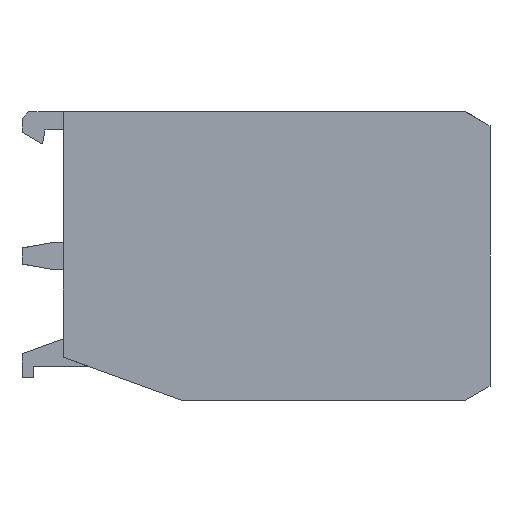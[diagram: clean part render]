
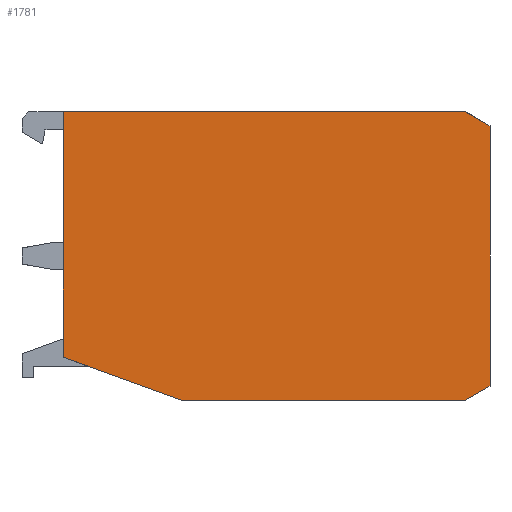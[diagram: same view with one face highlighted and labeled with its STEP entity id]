
A CAD part, front view. The second image highlights one B-rep face of the part: STEP entity #1781.
In plain terms, the highlighted planar face has unit normal (0, -1, 0).
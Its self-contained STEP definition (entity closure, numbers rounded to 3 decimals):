
#1561=CARTESIAN_POINT('POINT130680',(0.,-5.
   ,15.999));
#1562=VERTEX_POINT('VERTEX130680',#1561);
#1569=CARTESIAN_POINT('POINT130681',(44.429,-5.
   ,15.999));
#1570=VERTEX_POINT('VERTEX130681',#1569);
#1571=CARTESIAN_POINT('POS229525',(23.6,-5.,15.999
   ));
#1572=DIRECTION('DIR300108',(1.,0.,
   0.));
#1573=VECTOR('VEC158942',#1572,25.4);
#1574=LINE('STRAIGHT158942',#1571,#1573);
#1575=EDGE_CURVE('EDGE196199',#1562,#1570,#1574,.T.);
#1628=CARTESIAN_POINT('POINT130682',(0.,
   -5.,-11.2));
#1629=VERTEX_POINT('VERTEX130682',#1628);
#1636=CARTESIAN_POINT('POS229528',(0.,-5.,
   0.));
#1637=DIRECTION('DIR300112',(0.,0.
   ,1.));
#1638=VECTOR('VEC158944',#1637,25.4);
#1639=LINE('STRAIGHT158944',#1636,#1638);
#1640=EDGE_CURVE('EDGE196202',#1629,#1562,#1639,.T.);
#1671=CARTESIAN_POINT('POINT130685',(13.187,-5.
   ,-15.999));
#1672=VERTEX_POINT('VERTEX130685',#1671);
#1679=CARTESIAN_POINT('POS229533',(12.379,-5.,
   -15.705));
#1680=DIRECTION('DIR300118',(0.94,
   0.,-0.342));
#1681=VECTOR('VEC158948',#1680,25.4);
#1682=LINE('STRAIGHT158948',#1679,#1681);
#1683=EDGE_CURVE('EDGE196207',#1629,#1672,#1682,.T.);
#1705=CARTESIAN_POINT('POINT130687',(44.429,-5.
   ,-15.999));
#1706=VERTEX_POINT('VERTEX130687',#1705);
#1713=CARTESIAN_POINT('POS229537',(23.6,-5.,
   -15.999));
#1714=DIRECTION('DIR300123',(1.,0.,
   0.));
#1715=VECTOR('VEC158951',#1714,25.4);
#1716=LINE('STRAIGHT158951',#1713,#1715);
#1717=EDGE_CURVE('EDGE196210',#1672,#1706,#1716,.T.);
#1748=ORIENTED_EDGE('COEDGE392409',*,*,#1683,.T.);
#1749=ORIENTED_EDGE('COEDGE392410',*,*,#1717,.T.);
#1750=CARTESIAN_POINT('POINT130690',(47.2,-5.,
   -14.4));
#1751=VERTEX_POINT('VERTEX130690',#1750);
#1752=CARTESIAN_POINT('POS229541',(38.004,-5.,
   -19.709));
#1753=DIRECTION('DIR300130',(0.866,0.
   ,0.5));
#1754=VECTOR('VEC158952',#1753,25.4);
#1755=LINE('STRAIGHT158952',#1752,#1754);
#1756=EDGE_CURVE('EDGE196213',#1706,#1751,#1755,.T.);
#1757=ORIENTED_EDGE('COEDGE392411',*,*,#1756,.T.);
#1758=CARTESIAN_POINT('POINT130691',(47.2,-5.,
   14.4));
#1759=VERTEX_POINT('VERTEX130691',#1758);
#1760=CARTESIAN_POINT('POS229542',(47.2,-5.,
   0.));
#1761=DIRECTION('DIR300131',(0.,
   0.,-1.));
#1762=VECTOR('VEC158953',#1761,25.4);
#1763=LINE('STRAIGHT158953',#1760,#1762);
#1764=EDGE_CURVE('EDGE196214',#1759,#1751,#1763,.T.);
#1765=ORIENTED_EDGE('COEDGE392412',*,*,#1764,.F.);
#1766=CARTESIAN_POINT('POS229543',(38.004,-5.,
   19.709));
#1767=DIRECTION('DIR300132',(-0.866,
   0.,0.5));
#1768=VECTOR('VEC158954',#1767,25.4);
#1769=LINE('STRAIGHT158954',#1766,#1768);
#1770=EDGE_CURVE('EDGE196215',#1759,#1570,#1769,.T.);
#1771=ORIENTED_EDGE('COEDGE392413',*,*,#1770,.T.);
#1772=ORIENTED_EDGE('COEDGE392414',*,*,#1575,.F.);
#1773=ORIENTED_EDGE('COEDGE392415',*,*,#1640,.F.);
#1774=EDGE_LOOP('NONE',(#1748,#1749,#1757,#1765,#1771,#1772,#1773));
#1775=FACE_BOUND('LOOP1',#1774,.T.);
#1776=CARTESIAN_POINT('POS229544',(23.6,-5.,
   0.));
#1777=DIRECTION('DIR300133',(0.,1.,0.));
#1778=DIRECTION('DIR300134',(1.,0.,0.));
#1779=AXIS2_PLACEMENT_3D('AXIS70590',#1776,#1777,#1778);
#1780=PLANE('PLANE50513',#1779);
#1781=ADVANCED_FACE('FACE70280',(#1775),#1780,.F.);
